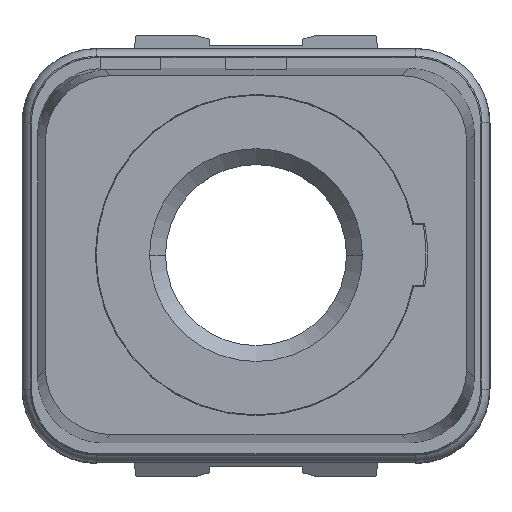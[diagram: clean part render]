
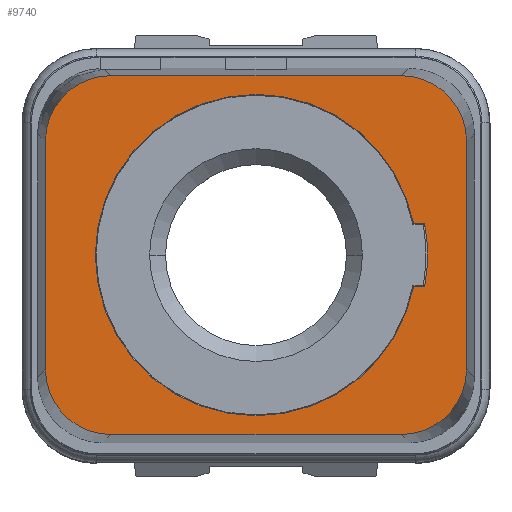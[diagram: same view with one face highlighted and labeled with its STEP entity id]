
A CAD part, top view. The second image highlights one B-rep face of the part: STEP entity #9740.
In plain terms, the highlighted planar face has unit normal (0, 0, 1).
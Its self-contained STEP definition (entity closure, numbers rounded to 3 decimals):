
#2926=DIRECTION('',(0.,-1.,0.));
#2927=VECTOR('',#2926,7.3);
#2928=CARTESIAN_POINT('',(-6.75,3.65,10.12));
#2929=LINE('',#2928,#2927);
#2930=CARTESIAN_POINT('',(-4.65,3.65,10.12));
#2931=DIRECTION('',(0.,0.,1.));
#2932=DIRECTION('',(0.,1.,0.));
#2933=AXIS2_PLACEMENT_3D('',#2930,#2931,#2932);
#2935=DIRECTION('',(-1.,0.,0.));
#2936=VECTOR('',#2935,9.3);
#2937=CARTESIAN_POINT('',(4.65,5.75,10.12));
#2938=LINE('',#2937,#2936);
#2939=CARTESIAN_POINT('',(4.65,3.65,10.12));
#2940=DIRECTION('',(0.,0.,1.));
#2941=DIRECTION('',(1.,0.,0.));
#2942=AXIS2_PLACEMENT_3D('',#2939,#2940,#2941);
#2944=DIRECTION('',(0.,1.,0.));
#2945=VECTOR('',#2944,7.3);
#2946=CARTESIAN_POINT('',(6.75,-3.65,10.12));
#2947=LINE('',#2946,#2945);
#2948=CARTESIAN_POINT('',(4.65,-3.65,10.12));
#2949=DIRECTION('',(0.,0.,1.));
#2950=DIRECTION('',(0.,-1.,0.));
#2951=AXIS2_PLACEMENT_3D('',#2948,#2949,#2950);
#2953=DIRECTION('',(1.,0.,0.));
#2954=VECTOR('',#2953,9.3);
#2955=CARTESIAN_POINT('',(-4.65,-5.75,10.12));
#2956=LINE('',#2955,#2954);
#2957=CARTESIAN_POINT('',(-4.65,-3.65,10.12));
#2958=DIRECTION('',(0.,0.,1.));
#2959=DIRECTION('',(-1.,0.,0.));
#2960=AXIS2_PLACEMENT_3D('',#2957,#2958,#2959);
#2962=DIRECTION('',(1.,0.,0.));
#2963=VECTOR('',#2962,0.356);
#2964=CARTESIAN_POINT('',(5.052,-1.,10.12));
#2965=LINE('',#2964,#2963);
#2966=CARTESIAN_POINT('',(0.,0.,10.12));
#2967=DIRECTION('',(0.,0.,1.));
#2968=DIRECTION('',(0.983,-0.182,0.));
#2969=AXIS2_PLACEMENT_3D('',#2966,#2967,#2968);
#2971=DIRECTION('',(-1.,0.,0.));
#2972=VECTOR('',#2971,0.356);
#2973=CARTESIAN_POINT('',(5.408,1.,10.12));
#2974=LINE('',#2973,#2972);
#2975=CARTESIAN_POINT('',(0.,0.,10.12));
#2976=DIRECTION('',(0.,0.,1.));
#2977=DIRECTION('',(0.981,0.194,0.));
#2978=AXIS2_PLACEMENT_3D('',#2975,#2976,#2977);
#2980=CARTESIAN_POINT('',(0.,0.,10.12));
#2981=DIRECTION('',(0.,0.,1.));
#2982=DIRECTION('',(0.,1.,0.));
#2983=AXIS2_PLACEMENT_3D('',#2980,#2981,#2982);
#2985=CARTESIAN_POINT('',(0.,0.,10.12));
#2986=DIRECTION('',(0.,0.,1.));
#2987=DIRECTION('',(0.,-1.,0.));
#2988=AXIS2_PLACEMENT_3D('',#2985,#2986,#2987);
#4767=CARTESIAN_POINT('',(-6.75,3.65,10.12));
#4768=CARTESIAN_POINT('',(-6.75,-3.65,10.12));
#4769=VERTEX_POINT('',#4767);
#4770=VERTEX_POINT('',#4768);
#4771=CARTESIAN_POINT('',(-4.65,-5.75,10.12));
#4772=VERTEX_POINT('',#4771);
#4773=CARTESIAN_POINT('',(4.65,-5.75,10.12));
#4774=VERTEX_POINT('',#4773);
#4775=CARTESIAN_POINT('',(6.75,-3.65,10.12));
#4776=VERTEX_POINT('',#4775);
#4777=CARTESIAN_POINT('',(6.75,3.65,10.12));
#4778=VERTEX_POINT('',#4777);
#4779=CARTESIAN_POINT('',(4.65,5.75,10.12));
#4780=VERTEX_POINT('',#4779);
#4781=CARTESIAN_POINT('',(-4.65,5.75,10.12));
#4782=VERTEX_POINT('',#4781);
#4813=CARTESIAN_POINT('',(0.,5.15,10.12));
#4814=CARTESIAN_POINT('',(0.,-5.15,10.12));
#4815=VERTEX_POINT('',#4813);
#4816=VERTEX_POINT('',#4814);
#5037=CARTESIAN_POINT('',(5.052,-1.,10.12));
#5038=CARTESIAN_POINT('',(5.408,-1.,10.12));
#5039=VERTEX_POINT('',#5037);
#5040=VERTEX_POINT('',#5038);
#5041=CARTESIAN_POINT('',(5.408,1.,10.12));
#5042=VERTEX_POINT('',#5041);
#5043=CARTESIAN_POINT('',(5.052,1.,10.12));
#5044=VERTEX_POINT('',#5043);
#9709=CARTESIAN_POINT('',(0.,0.,10.12));
#9710=DIRECTION('',(0.,0.,1.));
#9711=DIRECTION('',(1.,0.,0.));
#9712=AXIS2_PLACEMENT_3D('',#9709,#9710,#9711);
#9713=PLANE('',#9712);
#9715=ORIENTED_EDGE('',*,*,#9714,.F.);
#9716=ORIENTED_EDGE('',*,*,#5965,.F.);
#9717=ORIENTED_EDGE('',*,*,#5844,.F.);
#9719=ORIENTED_EDGE('',*,*,#9718,.F.);
#9721=ORIENTED_EDGE('',*,*,#9720,.F.);
#9723=ORIENTED_EDGE('',*,*,#9722,.F.);
#9725=ORIENTED_EDGE('',*,*,#9724,.F.);
#9727=ORIENTED_EDGE('',*,*,#9726,.F.);
#9728=EDGE_LOOP('',(#9715,#9716,#9717,#9719,#9721,#9723,#9725,#9727));
#9729=FACE_OUTER_BOUND('',#9728,.F.);
#9730=ORIENTED_EDGE('',*,*,#9699,.T.);
#9732=ORIENTED_EDGE('',*,*,#9731,.T.);
#9734=ORIENTED_EDGE('',*,*,#9733,.T.);
#9735=ORIENTED_EDGE('',*,*,#9685,.T.);
#9736=ORIENTED_EDGE('',*,*,#9665,.T.);
#9737=ORIENTED_EDGE('',*,*,#9679,.T.);
#9738=EDGE_LOOP('',(#9730,#9732,#9734,#9735,#9736,#9737));
#9739=FACE_BOUND('',#9738,.F.);
#9740=ADVANCED_FACE('',(#9729,#9739),#9713,.T.);
#2934=CIRCLE('',#2933,2.1);
#2943=CIRCLE('',#2942,2.1);
#2952=CIRCLE('',#2951,2.1);
#2961=CIRCLE('',#2960,2.1);
#2970=CIRCLE('',#2969,5.5);
#2979=CIRCLE('',#2978,5.15);
#2984=CIRCLE('',#2983,5.15);
#2989=CIRCLE('',#2988,5.15);
#5844=EDGE_CURVE('',#4780,#4782,#2938,.T.);
#5965=EDGE_CURVE('',#4782,#4769,#2934,.T.);
#9665=EDGE_CURVE('',#4815,#4816,#2984,.T.);
#9679=EDGE_CURVE('',#4816,#5039,#2989,.T.);
#9685=EDGE_CURVE('',#5044,#4815,#2979,.T.);
#9699=EDGE_CURVE('',#5039,#5040,#2965,.T.);
#9714=EDGE_CURVE('',#4769,#4770,#2929,.T.);
#9718=EDGE_CURVE('',#4778,#4780,#2943,.T.);
#9720=EDGE_CURVE('',#4776,#4778,#2947,.T.);
#9722=EDGE_CURVE('',#4774,#4776,#2952,.T.);
#9724=EDGE_CURVE('',#4772,#4774,#2956,.T.);
#9726=EDGE_CURVE('',#4770,#4772,#2961,.T.);
#9731=EDGE_CURVE('',#5040,#5042,#2970,.T.);
#9733=EDGE_CURVE('',#5042,#5044,#2974,.T.);
